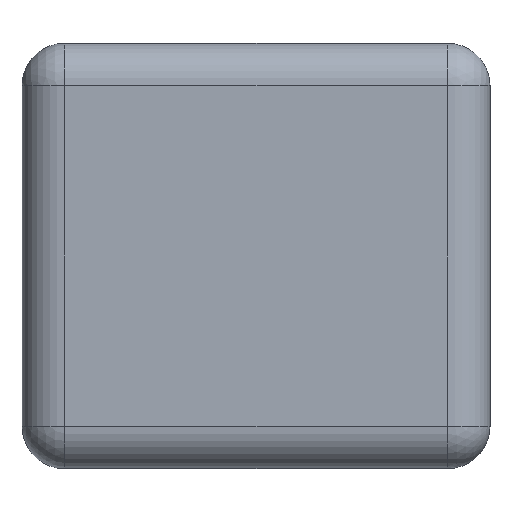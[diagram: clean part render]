
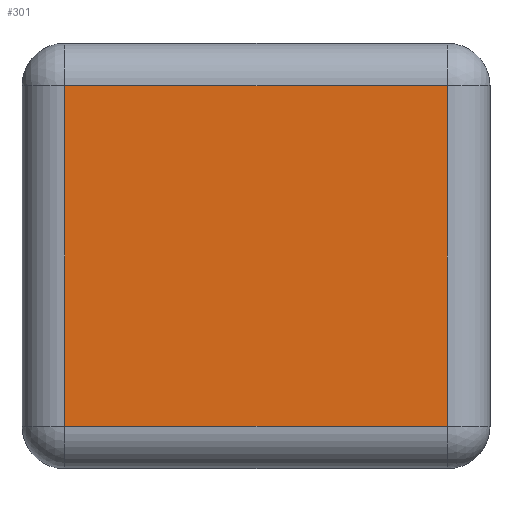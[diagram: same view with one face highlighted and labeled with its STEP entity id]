
A CAD part, left-side view. The second image highlights one B-rep face of the part: STEP entity #301.
In plain terms, the highlighted planar face has unit normal (-1, 0, 0).
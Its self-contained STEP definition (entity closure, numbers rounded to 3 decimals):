
#25 = AXIS2_PLACEMENT_3D ( 'NONE', #611, #901, #40 ) ;
#34 = CARTESIAN_POINT ( 'NONE',  ( -0.3, 0.165, -0.12 ) ) ;
#40 = DIRECTION ( 'NONE',  ( 0., 0., -1. ) ) ;
#60 = LINE ( 'NONE', #34, #327 ) ;
#120 = DIRECTION ( 'NONE',  ( 0., 1., 0. ) ) ;
#133 = EDGE_CURVE ( 'NONE', #717, #960, #565, .T. ) ;
#178 = VERTEX_POINT ( 'NONE', #501 ) ;
#223 = PLANE ( 'NONE',  #25 ) ;
#229 = EDGE_CURVE ( 'NONE', #960, #178, #714, .T. ) ;
#244 = DIRECTION ( 'NONE',  ( 0., 0., 1. ) ) ;
#258 = ORIENTED_EDGE ( 'NONE', *, *, #1007, .T. ) ;
#286 = VERTEX_POINT ( 'NONE', #429 ) ;
#301 = ADVANCED_FACE ( 'NONE', ( #655 ), #223, .F. ) ;
#315 = DIRECTION ( 'NONE',  ( 0., -1., 0. ) ) ;
#327 = VECTOR ( 'NONE', #315, 1000. ) ;
#358 = VECTOR ( 'NONE', #120, 1000. ) ;
#401 = CARTESIAN_POINT ( 'NONE',  ( -0.3, 0.165, 0.12 ) ) ;
#429 = CARTESIAN_POINT ( 'NONE',  ( -0.3, -0.135, -0.12 ) ) ;
#440 = LINE ( 'NONE', #1139, #728 ) ;
#488 = EDGE_LOOP ( 'NONE', ( #689, #1234, #258, #554 ) ) ;
#501 = CARTESIAN_POINT ( 'NONE',  ( -0.3, 0.135, -0.12 ) ) ;
#554 = ORIENTED_EDGE ( 'NONE', *, *, #133, .T. ) ;
#565 = LINE ( 'NONE', #401, #358 ) ;
#611 = CARTESIAN_POINT ( 'NONE',  ( -0.3, 0.165, -0.15 ) ) ;
#655 = FACE_OUTER_BOUND ( 'NONE', #488, .T. ) ;
#677 = CARTESIAN_POINT ( 'NONE',  ( -0.3, -0.135, 0.12 ) ) ;
#689 = ORIENTED_EDGE ( 'NONE', *, *, #229, .T. ) ;
#714 = LINE ( 'NONE', #1104, #955 ) ;
#717 = VERTEX_POINT ( 'NONE', #677 ) ;
#728 = VECTOR ( 'NONE', #244, 1000. ) ;
#800 = EDGE_CURVE ( 'NONE', #178, #286, #60, .T. ) ;
#901 = DIRECTION ( 'NONE',  ( 1., 0., 0. ) ) ;
#955 = VECTOR ( 'NONE', #1212, 1000. ) ;
#960 = VERTEX_POINT ( 'NONE', #1042 ) ;
#1007 = EDGE_CURVE ( 'NONE', #286, #717, #440, .T. ) ;
#1042 = CARTESIAN_POINT ( 'NONE',  ( -0.3, 0.135, 0.12 ) ) ;
#1104 = CARTESIAN_POINT ( 'NONE',  ( -0.3, 0.135, -0.15 ) ) ;
#1139 = CARTESIAN_POINT ( 'NONE',  ( -0.3, -0.135, -0.15 ) ) ;
#1212 = DIRECTION ( 'NONE',  ( 0., 0., -1. ) ) ;
#1234 = ORIENTED_EDGE ( 'NONE', *, *, #800, .T. ) ;
